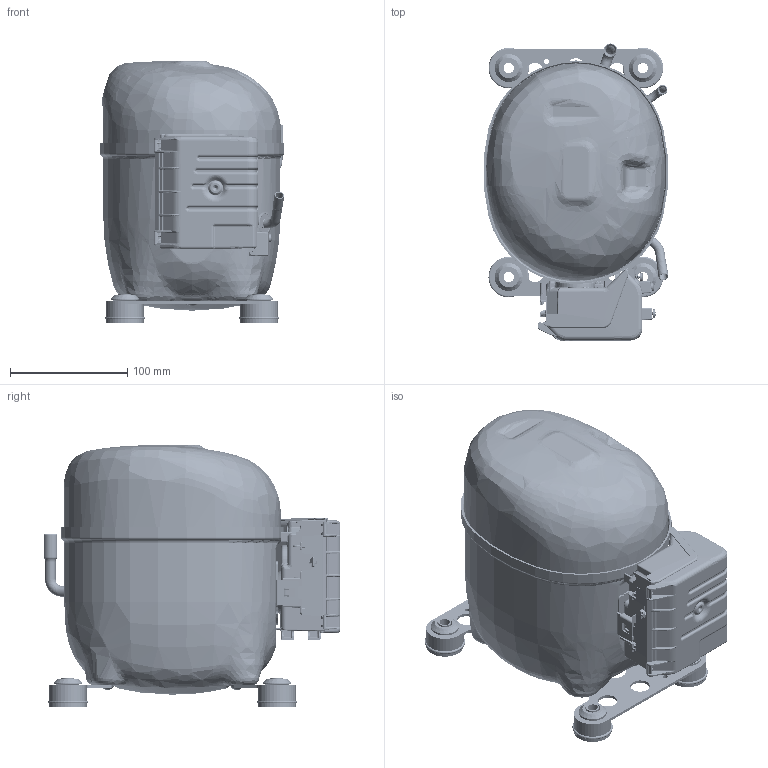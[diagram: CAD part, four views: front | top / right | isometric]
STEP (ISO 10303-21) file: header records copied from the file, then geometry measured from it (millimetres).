
FILE_DESCRIPTION(/* description */ (''),/* implementation_level */ '2;1');
FILE_NAME(/* name */ 'DCAE678FR_b-m.stp',/* time_stamp */ '2016-02-25T16:45:07+01:00',/* author */ (''),/* organization */ (''),/* preprocessor_version */ 'ST-DEVELOPER v14',/* originating_system */ 'SIEMENS PLM Software NX 8.0',/* authorisation */ '');
FILE_SCHEMA (('CONFIG_CONTROL_DESIGN'));
Products named in the file (1): DCAE678FR_b-m
Bounding box: 157.3 x 252.87 x 223.15 mm (x, y, z)
Volume: 500796.2 mm3; surface area: 438963.9 mm2
Topology: 39 solids, 39 shells, 5654 faces, 14329 edges, 8885 vertices
Faces by surface type: plane 1978, bspline 1237, cylinder 1204, extrusion 744, torus 259, cone 118, sphere 114
Full cylindrical faces by diameter (mm): 1.7 x3, 3.17 x9, 3.25 x2, 3.47 x3, 3.7 x2, 4.2 x2, 5.015 x1, 5.05 x4, 5.1 x4, 5.95 x3, 6.1 x6, 6.453 x1, 6.5 x1, 7 x6, 7.015 x1, 7.05 x4, 7.5 x2, 7.6 x1, 7.95 x3, 8 x4, 8.2 x4, 8.453 x1, 8.5 x1, 8.6 x1, 8.8 x4, 9 x6, 9.6 x1, 9.65 x1, 11 x9, 11.3 x2
Entity records: 251401 total; most frequent: CARTESIAN_POINT 129820, ORIENTED_EDGE 27600, DIRECTION 20421, EDGE_CURVE 13800, VERTEX_POINT 8737, VECTOR 7183, AXIS2_PLACEMENT_3D 6619, LINE 6439
